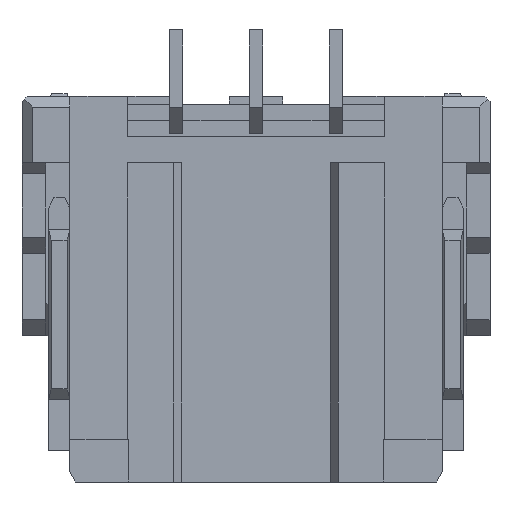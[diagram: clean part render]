
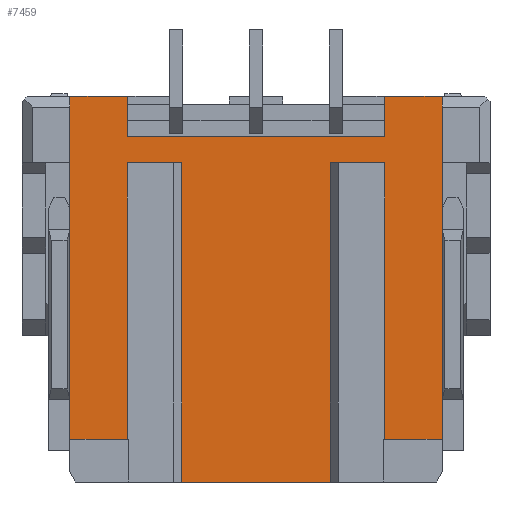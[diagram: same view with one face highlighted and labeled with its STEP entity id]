
A CAD part, front view. The second image highlights one B-rep face of the part: STEP entity #7459.
In plain terms, the highlighted planar face has unit normal (0, -1, 0).
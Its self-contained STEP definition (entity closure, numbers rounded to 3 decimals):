
#337=DIRECTION('',(0.,0.,1.));
#338=VECTOR('',#337,5.2);
#339=CARTESIAN_POINT('',(3.5,-3.45,-2.38));
#340=LINE('',#339,#338);
#545=DIRECTION('',(0.,0.,-1.));
#546=VECTOR('',#545,5.2);
#547=CARTESIAN_POINT('',(-3.5,-3.45,2.82));
#548=LINE('',#547,#546);
#1401=DIRECTION('',(-1.,0.,0.));
#1402=VECTOR('',#1401,1.08);
#1403=CARTESIAN_POINT('',(-2.42,-3.45,4.07));
#1404=LINE('',#1403,#1402);
#1425=DIRECTION('',(-1.,0.,0.));
#1426=VECTOR('',#1425,1.08);
#1427=CARTESIAN_POINT('',(3.5,-3.45,4.07));
#1428=LINE('',#1427,#1426);
#1445=DIRECTION('',(-1.,0.,0.));
#1446=VECTOR('',#1445,1.02);
#1447=CARTESIAN_POINT('',(2.42,-3.45,2.82));
#1448=LINE('',#1447,#1446);
#1449=DIRECTION('',(0.,0.,1.));
#1450=VECTOR('',#1449,6.);
#1451=CARTESIAN_POINT('',(-1.4,-3.45,-3.18));
#1452=LINE('',#1451,#1450);
#1453=DIRECTION('',(-1.,0.,0.));
#1454=VECTOR('',#1453,1.02);
#1455=CARTESIAN_POINT('',(-1.4,-3.45,2.82));
#1456=LINE('',#1455,#1454);
#1457=DIRECTION('',(0.,0.,-1.));
#1458=VECTOR('',#1457,5.2);
#1459=CARTESIAN_POINT('',(-2.42,-3.45,2.82));
#1460=LINE('',#1459,#1458);
#1461=DIRECTION('',(1.,0.,0.));
#1462=VECTOR('',#1461,1.08);
#1463=CARTESIAN_POINT('',(-3.5,-3.45,-2.38));
#1464=LINE('',#1463,#1462);
#1465=DIRECTION('',(0.,0.,-1.));
#1466=VECTOR('',#1465,1.25);
#1467=CARTESIAN_POINT('',(-3.5,-3.45,4.07));
#1468=LINE('',#1467,#1466);
#1469=DIRECTION('',(0.,0.,-1.));
#1470=VECTOR('',#1469,0.75);
#1471=CARTESIAN_POINT('',(-2.42,-3.45,4.07));
#1472=LINE('',#1471,#1470);
#1473=DIRECTION('',(1.,0.,0.));
#1474=VECTOR('',#1473,4.84);
#1475=CARTESIAN_POINT('',(-2.42,-3.45,3.32));
#1476=LINE('',#1475,#1474);
#1477=DIRECTION('',(0.,0.,-1.));
#1478=VECTOR('',#1477,0.75);
#1479=CARTESIAN_POINT('',(2.42,-3.45,4.07));
#1480=LINE('',#1479,#1478);
#1481=DIRECTION('',(0.,0.,1.));
#1482=VECTOR('',#1481,1.25);
#1483=CARTESIAN_POINT('',(3.5,-3.45,2.82));
#1484=LINE('',#1483,#1482);
#1485=DIRECTION('',(1.,0.,0.));
#1486=VECTOR('',#1485,1.08);
#1487=CARTESIAN_POINT('',(2.42,-3.45,-2.38));
#1488=LINE('',#1487,#1486);
#1489=DIRECTION('',(0.,0.,1.));
#1490=VECTOR('',#1489,5.2);
#1491=CARTESIAN_POINT('',(2.42,-3.45,-2.38));
#1492=LINE('',#1491,#1490);
#1541=DIRECTION('',(1.,0.,0.));
#1542=VECTOR('',#1541,2.8);
#1543=CARTESIAN_POINT('',(-1.4,-3.45,-3.18));
#1544=LINE('',#1543,#1542);
#1585=DIRECTION('',(0.,0.,1.));
#1586=VECTOR('',#1585,6.);
#1587=CARTESIAN_POINT('',(1.4,-3.45,-3.18));
#1588=LINE('',#1587,#1586);
#4383=CARTESIAN_POINT('',(-3.5,-3.45,-2.38));
#4384=VERTEX_POINT('',#4383);
#4386=CARTESIAN_POINT('',(-3.5,-3.45,2.82));
#4388=VERTEX_POINT('',#4386);
#4389=CARTESIAN_POINT('',(3.5,-3.45,-2.38));
#4390=VERTEX_POINT('',#4389);
#4392=CARTESIAN_POINT('',(3.5,-3.45,2.82));
#4394=VERTEX_POINT('',#4392);
#4395=CARTESIAN_POINT('',(3.5,-3.45,4.07));
#4396=VERTEX_POINT('',#4395);
#4397=CARTESIAN_POINT('',(-3.5,-3.45,4.07));
#4398=VERTEX_POINT('',#4397);
#4399=CARTESIAN_POINT('',(2.42,-3.45,-2.38));
#4400=CARTESIAN_POINT('',(2.42,-3.45,2.82));
#4401=VERTEX_POINT('',#4399);
#4402=VERTEX_POINT('',#4400);
#4403=CARTESIAN_POINT('',(-2.42,-3.45,2.82));
#4404=CARTESIAN_POINT('',(-2.42,-3.45,-2.38));
#4405=VERTEX_POINT('',#4403);
#4406=VERTEX_POINT('',#4404);
#4738=CARTESIAN_POINT('',(-2.42,-3.45,4.07));
#4739=CARTESIAN_POINT('',(-2.42,-3.45,3.32));
#4740=VERTEX_POINT('',#4738);
#4741=VERTEX_POINT('',#4739);
#4742=CARTESIAN_POINT('',(2.42,-3.45,3.32));
#4743=VERTEX_POINT('',#4742);
#4744=CARTESIAN_POINT('',(2.42,-3.45,4.07));
#4745=VERTEX_POINT('',#4744);
#5272=CARTESIAN_POINT('',(-1.4,-3.45,2.82));
#5273=VERTEX_POINT('',#5272);
#5274=CARTESIAN_POINT('',(1.4,-3.45,2.82));
#5275=VERTEX_POINT('',#5274);
#5276=CARTESIAN_POINT('',(-1.4,-3.45,-3.18));
#5277=VERTEX_POINT('',#5276);
#5278=CARTESIAN_POINT('',(1.4,-3.45,-3.18));
#5279=VERTEX_POINT('',#5278);
#7423=CARTESIAN_POINT('',(0.,-3.45,0.));
#7424=DIRECTION('',(0.,-1.,0.));
#7425=DIRECTION('',(-1.,0.,0.));
#7426=AXIS2_PLACEMENT_3D('',#7423,#7424,#7425);
#7427=PLANE('',#7426);
#7429=ORIENTED_EDGE('',*,*,#7428,.T.);
#7431=ORIENTED_EDGE('',*,*,#7430,.F.);
#7433=ORIENTED_EDGE('',*,*,#7432,.F.);
#7435=ORIENTED_EDGE('',*,*,#7434,.T.);
#7437=ORIENTED_EDGE('',*,*,#7436,.T.);
#7439=ORIENTED_EDGE('',*,*,#7438,.T.);
#7441=ORIENTED_EDGE('',*,*,#7440,.F.);
#7442=ORIENTED_EDGE('',*,*,#6275,.F.);
#7443=ORIENTED_EDGE('',*,*,#7414,.F.);
#7444=ORIENTED_EDGE('',*,*,#7349,.F.);
#7445=ORIENTED_EDGE('',*,*,#7319,.T.);
#7447=ORIENTED_EDGE('',*,*,#7446,.T.);
#7448=ORIENTED_EDGE('',*,*,#7111,.F.);
#7449=ORIENTED_EDGE('',*,*,#7369,.F.);
#7451=ORIENTED_EDGE('',*,*,#7450,.F.);
#7452=ORIENTED_EDGE('',*,*,#6050,.F.);
#7454=ORIENTED_EDGE('',*,*,#7453,.F.);
#7456=ORIENTED_EDGE('',*,*,#7455,.T.);
#7457=EDGE_LOOP('',(#7429,#7431,#7433,#7435,#7437,#7439,#7441,#7442,#7443,#7444,
#7445,#7447,#7448,#7449,#7451,#7452,#7454,#7456));
#7458=FACE_OUTER_BOUND('',#7457,.F.);
#7459=ADVANCED_FACE('',(#7458),#7427,.T.);
#6050=EDGE_CURVE('',#4390,#4394,#340,.T.);
#6275=EDGE_CURVE('',#4388,#4384,#548,.T.);
#7111=EDGE_CURVE('',#4745,#4743,#1480,.T.);
#7319=EDGE_CURVE('',#4740,#4741,#1472,.T.);
#7349=EDGE_CURVE('',#4740,#4398,#1404,.T.);
#7369=EDGE_CURVE('',#4396,#4745,#1428,.T.);
#7414=EDGE_CURVE('',#4398,#4388,#1468,.T.);
#7428=EDGE_CURVE('',#4402,#5275,#1448,.T.);
#7430=EDGE_CURVE('',#5279,#5275,#1588,.T.);
#7432=EDGE_CURVE('',#5277,#5279,#1544,.T.);
#7434=EDGE_CURVE('',#5277,#5273,#1452,.T.);
#7436=EDGE_CURVE('',#5273,#4405,#1456,.T.);
#7438=EDGE_CURVE('',#4405,#4406,#1460,.T.);
#7440=EDGE_CURVE('',#4384,#4406,#1464,.T.);
#7446=EDGE_CURVE('',#4741,#4743,#1476,.T.);
#7450=EDGE_CURVE('',#4394,#4396,#1484,.T.);
#7453=EDGE_CURVE('',#4401,#4390,#1488,.T.);
#7455=EDGE_CURVE('',#4401,#4402,#1492,.T.);
